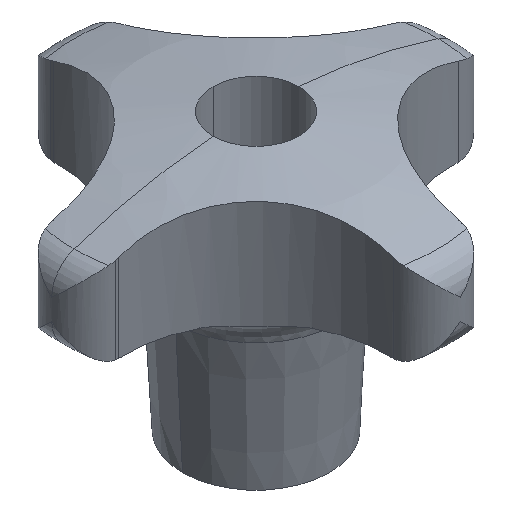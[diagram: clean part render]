
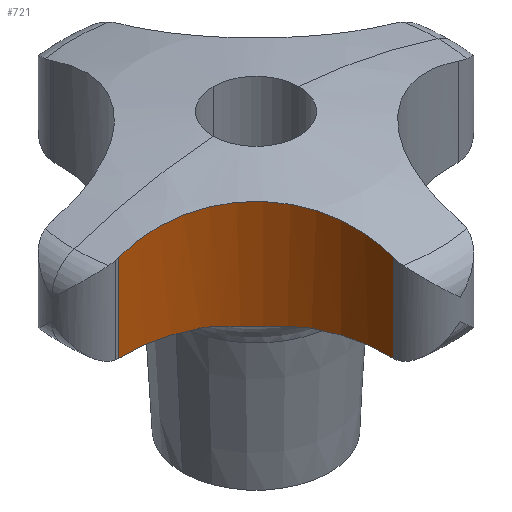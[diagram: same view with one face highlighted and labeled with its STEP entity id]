
A CAD part, isometric view. The second image highlights one B-rep face of the part: STEP entity #721.
In plain terms, the highlighted cylindrical face has radius 16 mm (diameter 32 mm), a partial arc.
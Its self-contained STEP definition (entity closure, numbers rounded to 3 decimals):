
#365=EDGE_CURVE('',#577,#727,#885,.T.);
#389=EDGE_CURVE('',#761,#557,#910,.T.);
#413=VERTEX_POINT('',#936);
#451=VERTEX_POINT('',#978);
#453=EDGE_CURVE('',#699,#451,#980,.T.);
#467=EDGE_CURVE('',#527,#413,#994,.T.);
#527=VERTEX_POINT('',#1059);
#557=VERTEX_POINT('',#1094);
#561=EDGE_CURVE('',#761,#699,#1098,.T.);
#577=VERTEX_POINT('',#1115);
#649=EDGE_CURVE('',#451,#577,#1196,.T.);
#659=EDGE_CURVE('',#413,#557,#1207,.T.);
#699=VERTEX_POINT('',#1249);
#721=ADVANCED_FACE('',(#1272),#1273,.F.);
#727=VERTEX_POINT('',#1279);
#741=EDGE_CURVE('',#727,#527,#1294,.T.);
#761=VERTEX_POINT('',#1317);
#885=CIRCLE('',#1600,16.0);
#910=LINE('',#1659,#1660);
#936=CARTESIAN_POINT('',(-20.795,-3.995,30.72));
#978=CARTESIAN_POINT('',(-5.786,-12.577,20.0));
#980=CIRCLE('',#1842,16.0);
#994=LINE('',#1879,#1880);
#1059=CARTESIAN_POINT('',(-20.795,-3.995,20.004));
#1094=CARTESIAN_POINT('',(-3.995,-20.795,30.72));
#1098=B_SPLINE_CURVE_WITH_KNOTS('',3,(#2035,#2036,#2037,#2038),.UNSPECIFIED.,.F.,.F.,(4,4),(-6.619,-6.441),.UNSPECIFIED.);
#1115=CARTESIAN_POINT('',(-12.577,-5.786,20.0));
#1196=B_SPLINE_CURVE_WITH_KNOTS('',3,(#2183,#2184,#2185,#2186,#2187,#2188,#2189,#2190,#2191,#2192,#2193,#2194,#2195,#2196,#2197,#2198,#2199,#2200),.UNSPECIFIED.,.F.,.F.,(4,2,2,2,2,2,2,2,4),(-11.174,-10.365,-8.808,-7.544,-6.793,-6.136,-5.326,-3.814,-1.86),.UNSPECIFIED.);
#1207=B_SPLINE_CURVE_WITH_KNOTS('',3,(#2214,#2215,#2216,#2217,#2218,#2219,#2220,#2221,#2222,#2223,#2224,#2225,#2226,#2227,#2228,#2229,#2230,#2231,#2232,#2233,#2234,#2235,#2236,#2237,#2238,#2239,#2240,#2241),.UNSPECIFIED.,.F.,.F.,(4,2,2,2,2,2,2,2,2,2,2,2,2,4),(33.115,34.92,36.725,38.531,40.336,42.141,43.946,45.751,47.556,49.377,51.197,54.838,58.478,59.506),.UNSPECIFIED.);
#1249=CARTESIAN_POINT('',(-3.987,-20.618,20.0));
#1272=FACE_OUTER_BOUND('',#2370,.T.);
#1273=CYLINDRICAL_SURFACE('',#2371,16.0);
#1279=CARTESIAN_POINT('',(-20.618,-3.987,20.0));
#1294=B_SPLINE_CURVE_WITH_KNOTS('',3,(#2410,#2411,#2412,#2413),.UNSPECIFIED.,.F.,.F.,(4,4),(-0.586,-0.409),.UNSPECIFIED.);
#1317=CARTESIAN_POINT('',(-3.995,-20.795,20.004));
#1600=AXIS2_PLACEMENT_3D('',#2599,#2600,#2601);
#1659=CARTESIAN_POINT('',(-3.995,-20.795,0.));
#1660=VECTOR('',#2619,1.0);
#1842=AXIS2_PLACEMENT_3D('',#2687,#2688,#2689);
#1879=CARTESIAN_POINT('',(-20.795,-3.995,0.));
#1880=VECTOR('',#2690,1.0);
#2035=CARTESIAN_POINT('',(-3.995,-20.795,20.004));
#2036=CARTESIAN_POINT('',(-3.992,-20.736,20.001));
#2037=CARTESIAN_POINT('',(-3.989,-20.677,20.0));
#2038=CARTESIAN_POINT('',(-3.987,-20.618,20.0));
#2183=CARTESIAN_POINT('',(-5.786,-12.577,20.0));
#2184=CARTESIAN_POINT('',(-5.917,-12.326,20.0));
#2185=CARTESIAN_POINT('',(-6.054,-12.079,19.989));
#2186=CARTESIAN_POINT('',(-6.474,-11.368,19.936));
#2187=CARTESIAN_POINT('',(-6.774,-10.914,19.875));
#2188=CARTESIAN_POINT('',(-7.36,-10.121,19.773));
#2189=CARTESIAN_POINT('',(-7.637,-9.775,19.73));
#2190=CARTESIAN_POINT('',(-8.107,-9.239,19.685));
#2191=CARTESIAN_POINT('',(-8.285,-9.044,19.674));
#2192=CARTESIAN_POINT('',(-8.632,-8.686,19.666));
#2193=CARTESIAN_POINT('',(-8.797,-8.523,19.667));
#2194=CARTESIAN_POINT('',(-9.174,-8.165,19.681));
#2195=CARTESIAN_POINT('',(-9.386,-7.975,19.696));
#2196=CARTESIAN_POINT('',(-10.01,-7.443,19.756));
#2197=CARTESIAN_POINT('',(-10.432,-7.119,19.814));
#2198=CARTESIAN_POINT('',(-11.422,-6.434,19.939));
#2199=CARTESIAN_POINT('',(-11.995,-6.09,20.0));
#2200=CARTESIAN_POINT('',(-12.577,-5.786,20.0));
#2214=CARTESIAN_POINT('',(-20.795,-3.995,30.72));
#2215=CARTESIAN_POINT('',(-20.221,-3.965,30.901));
#2216=CARTESIAN_POINT('',(-19.635,-3.966,31.075));
#2217=CARTESIAN_POINT('',(-18.451,-4.035,31.407));
#2218=CARTESIAN_POINT('',(-17.852,-4.103,31.564));
#2219=CARTESIAN_POINT('',(-16.656,-4.31,31.856));
#2220=CARTESIAN_POINT('',(-16.058,-4.448,31.991));
#2221=CARTESIAN_POINT('',(-14.876,-4.795,32.236));
#2222=CARTESIAN_POINT('',(-14.292,-5.004,32.345));
#2223=CARTESIAN_POINT('',(-13.15,-5.488,32.537));
#2224=CARTESIAN_POINT('',(-12.592,-5.765,32.619));
#2225=CARTESIAN_POINT('',(-11.51,-6.381,32.755));
#2226=CARTESIAN_POINT('',(-10.988,-6.721,32.808));
#2227=CARTESIAN_POINT('',(-9.99,-7.456,32.884));
#2228=CARTESIAN_POINT('',(-9.513,-7.851,32.907));
#2229=CARTESIAN_POINT('',(-8.616,-8.687,32.925));
#2230=CARTESIAN_POINT('',(-8.195,-9.128,32.919));
#2231=CARTESIAN_POINT('',(-7.411,-10.047,32.88));
#2232=CARTESIAN_POINT('',(-7.039,-10.535,32.846));
#2233=CARTESIAN_POINT('',(-6.352,-11.558,32.749));
#2234=CARTESIAN_POINT('',(-6.035,-12.093,32.686));
#2235=CARTESIAN_POINT('',(-5.181,-13.751,32.452));
#2236=CARTESIAN_POINT('',(-4.739,-14.928,32.237));
#2237=CARTESIAN_POINT('',(-4.144,-17.335,31.705));
#2238=CARTESIAN_POINT('',(-3.99,-18.567,31.386));
#2239=CARTESIAN_POINT('',(-3.971,-20.118,30.93));
#2240=CARTESIAN_POINT('',(-3.977,-20.458,30.826));
#2241=CARTESIAN_POINT('',(-3.995,-20.795,30.72));
#2370=EDGE_LOOP('',(#3018,#3019,#3020,#3021,#3022,#3023,#3024,#3025));
#2371=AXIS2_PLACEMENT_3D('',#3026,#3027,#3028);
#2410=CARTESIAN_POINT('',(-20.618,-3.987,20.0));
#2411=CARTESIAN_POINT('',(-20.677,-3.989,20.0));
#2412=CARTESIAN_POINT('',(-20.736,-3.992,20.001));
#2413=CARTESIAN_POINT('',(-20.795,-3.995,20.004));
#2599=CARTESIAN_POINT('',(-19.974,-19.974,20.0));
#2600=DIRECTION('',(0.,0.,1.0));
#2601=DIRECTION('',(-0.051,0.999,0.));
#2619=DIRECTION('',(0.0,0.,1.0));
#2687=CARTESIAN_POINT('',(-19.974,-19.974,20.0));
#2688=DIRECTION('',(0.,0.,1.0));
#2689=DIRECTION('',(-0.051,0.999,0.));
#2690=DIRECTION('',(0.0,0.,1.0));
#3018=ORIENTED_EDGE('',*,*,#659,.F.);
#3019=ORIENTED_EDGE('',*,*,#467,.F.);
#3020=ORIENTED_EDGE('',*,*,#741,.F.);
#3021=ORIENTED_EDGE('',*,*,#365,.F.);
#3022=ORIENTED_EDGE('',*,*,#649,.F.);
#3023=ORIENTED_EDGE('',*,*,#453,.F.);
#3024=ORIENTED_EDGE('',*,*,#561,.F.);
#3025=ORIENTED_EDGE('',*,*,#389,.T.);
#3026=CARTESIAN_POINT('',(-19.974,-19.974,0.));
#3027=DIRECTION('',(-0.0,0.,-1.0));
#3028=DIRECTION('',(-0.051,0.999,0.));
